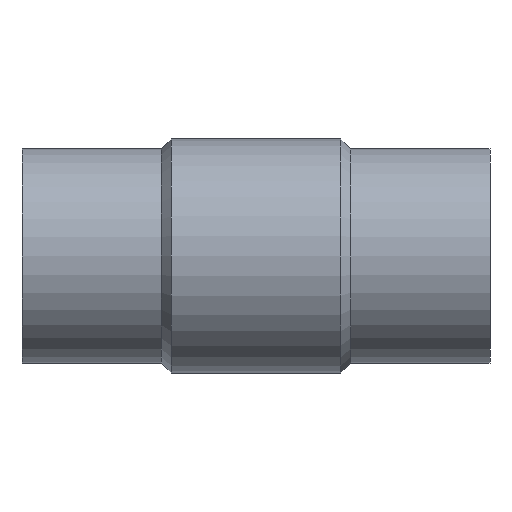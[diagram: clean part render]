
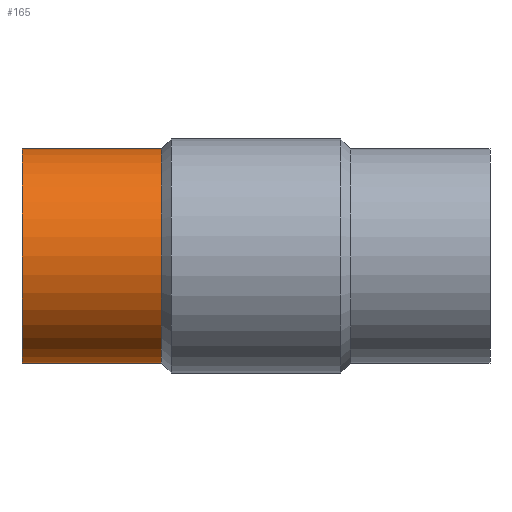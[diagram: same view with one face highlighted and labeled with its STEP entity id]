
A CAD part, front view. The second image highlights one B-rep face of the part: STEP entity #165.
In plain terms, the highlighted cylindrical face has radius 80 mm (diameter 160 mm), a full revolution.
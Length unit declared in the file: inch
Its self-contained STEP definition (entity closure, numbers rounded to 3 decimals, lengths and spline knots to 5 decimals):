
#32 = CYLINDRICAL_SURFACE ( 'NONE', #246, 3.14961 ) ;
#39 = CARTESIAN_POINT ( 'NONE',  ( -11.51575, 0., 0. ) ) ;
#41 = DIRECTION ( 'NONE',  ( 0., 0., -1. ) ) ;
#66 = VERTEX_POINT ( 'NONE', #80 ) ;
#80 = CARTESIAN_POINT ( 'NONE',  ( -9.52756, 0., -3.14961 ) ) ;
#87 = AXIS2_PLACEMENT_3D ( 'NONE', #487, #439, #236 ) ;
#106 = ORIENTED_EDGE ( 'NONE', *, *, #508, .T. ) ;
#132 = CIRCLE ( 'NONE', #87, 3.14961 ) ;
#140 = EDGE_LOOP ( 'NONE', ( #602 ) ) ;
#145 = CARTESIAN_POINT ( 'NONE',  ( -9.52756, 0., 0. ) ) ;
#165 = ADVANCED_FACE ( 'NONE', ( #471, #272 ), #32, .T. ) ;
#190 = VERTEX_POINT ( 'NONE', #605 ) ;
#236 = DIRECTION ( 'NONE',  ( 0., 0., -1. ) ) ;
#241 = DIRECTION ( 'NONE',  ( 0., 0., -1. ) ) ;
#246 = AXIS2_PLACEMENT_3D ( 'NONE', #39, #423, #41 ) ;
#272 = FACE_OUTER_BOUND ( 'NONE', #561, .T. ) ;
#351 = EDGE_CURVE ( 'NONE', #66, #66, #564, .T. ) ;
#423 = DIRECTION ( 'NONE',  ( 1., 0., 0. ) ) ;
#439 = DIRECTION ( 'NONE',  ( 1., 0., 0. ) ) ;
#466 = AXIS2_PLACEMENT_3D ( 'NONE', #145, #479, #241 ) ;
#471 = FACE_OUTER_BOUND ( 'NONE', #140, .T. ) ;
#479 = DIRECTION ( 'NONE',  ( -1., 0., 0. ) ) ;
#487 = CARTESIAN_POINT ( 'NONE',  ( -13.62094, 0., 0. ) ) ;
#508 = EDGE_CURVE ( 'NONE', #190, #190, #132, .T. ) ;
#561 = EDGE_LOOP ( 'NONE', ( #106 ) ) ;
#564 = CIRCLE ( 'NONE', #466, 3.14961 ) ;
#602 = ORIENTED_EDGE ( 'NONE', *, *, #351, .T. ) ;
#605 = CARTESIAN_POINT ( 'NONE',  ( -13.62094, 0., -3.14961 ) ) ;
